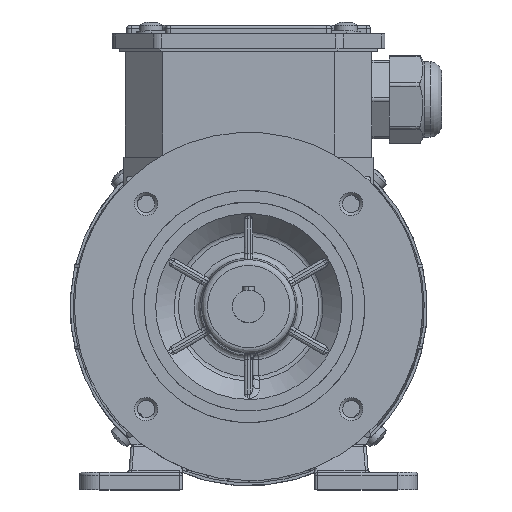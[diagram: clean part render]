
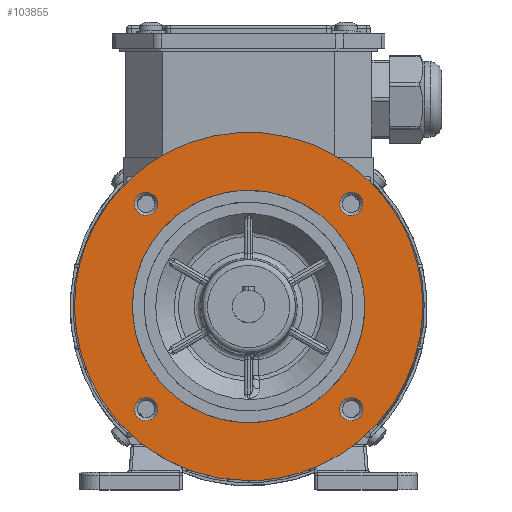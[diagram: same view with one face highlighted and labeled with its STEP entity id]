
A CAD part, top view. The second image highlights one B-rep face of the part: STEP entity #103855.
In plain terms, the highlighted free-form (B-spline) face has degree [1, 1] with [2, 2] control points.
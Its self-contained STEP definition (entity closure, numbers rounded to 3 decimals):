
#6845=CARTESIAN_POINT('V5052',(31.355,
   -35.355,-23.));
#6846=VERTEX_POINT('V5052',#6845);
#6872=CARTESIAN_POINT('E7950',(31.355,
   -35.355,-23.));
#6873=CARTESIAN_POINT('E7950',(31.355,
   -42.284,-23.));
#6874=CARTESIAN_POINT('E7950',(37.355,
   -38.819,-23.));
#6875=CARTESIAN_POINT('E7950',(43.355,
   -35.355,-23.));
#6876=CARTESIAN_POINT('E7950',(37.355,
   -31.891,-23.));
#6877=CARTESIAN_POINT('E7950',(31.355,
   -28.427,-23.));
#6878=CARTESIAN_POINT('E7950',(31.355,
   -35.355,-23.));
#6886=(BOUNDED_CURVE()B_SPLINE_CURVE(2,(#6872,#6873,#6874,#6875,
   #6876,#6877,#6878),.CIRCULAR_ARC.,.T.,.U.)
   B_SPLINE_CURVE_WITH_KNOTS((3,2,2,3),(0.0,0.333,
   0.667,1.0),.UNSPECIFIED.)CURVE()
   GEOMETRIC_REPRESENTATION_ITEM()RATIONAL_B_SPLINE_CURVE((1.0,
   0.5,1.0,0.5,1.0,0.5,1.0)
   )REPRESENTATION_ITEM('E7950'));
#6887=EDGE_CURVE('E7950',#6846,#6846,#6886,.T.);
#8211=CARTESIAN_POINT('V5055',(-35.355,
   -31.355,-23.));
#8212=VERTEX_POINT('V5055',#8211);
#8238=CARTESIAN_POINT('E7954',(-35.355,
   -31.355,-23.));
#8239=CARTESIAN_POINT('E7954',(-42.284,
   -31.355,-23.));
#8240=CARTESIAN_POINT('E7954',(-38.819,
   -37.355,-23.));
#8241=CARTESIAN_POINT('E7954',(-35.355,
   -43.355,-23.));
#8242=CARTESIAN_POINT('E7954',(-31.891,
   -37.355,-23.));
#8243=CARTESIAN_POINT('E7954',(-28.427,
   -31.355,-23.));
#8244=CARTESIAN_POINT('E7954',(-35.355,
   -31.355,-23.));
#8252=(BOUNDED_CURVE()B_SPLINE_CURVE(2,(#8238,#8239,#8240,#8241,
   #8242,#8243,#8244),.CIRCULAR_ARC.,.T.,.U.)
   B_SPLINE_CURVE_WITH_KNOTS((3,2,2,3),(0.0,0.333,
   0.667,1.0),.UNSPECIFIED.)CURVE()
   GEOMETRIC_REPRESENTATION_ITEM()RATIONAL_B_SPLINE_CURVE((1.0,
   0.5,1.0,0.5,1.0,0.5,1.0)
   )REPRESENTATION_ITEM('E7954'));
#8253=EDGE_CURVE('E7954',#8212,#8212,#8252,.T.);
#11033=CARTESIAN_POINT('V5046',(-31.355,
   35.355,-23.));
#11034=VERTEX_POINT('V5046',#11033);
#11060=CARTESIAN_POINT('E7942',(-31.355,
   35.355,-23.));
#11061=CARTESIAN_POINT('E7942',(-31.355,
   42.284,-23.));
#11062=CARTESIAN_POINT('E7942',(-37.355,
   38.819,-23.));
#11063=CARTESIAN_POINT('E7942',(-43.355,
   35.355,-23.));
#11064=CARTESIAN_POINT('E7942',(-37.355,
   31.891,-23.));
#11065=CARTESIAN_POINT('E7942',(-31.355,
   28.427,-23.));
#11066=CARTESIAN_POINT('E7942',(-31.355,
   35.355,-23.));
#11074=(BOUNDED_CURVE()B_SPLINE_CURVE(2,(#11060,#11061,#11062,
   #11063,#11064,#11065,#11066),.CIRCULAR_ARC.,.T.,.U.)
   B_SPLINE_CURVE_WITH_KNOTS((3,2,2,3),(0.0,0.333,
   0.667,1.0),.UNSPECIFIED.)CURVE()
   GEOMETRIC_REPRESENTATION_ITEM()RATIONAL_B_SPLINE_CURVE((1.0,
   0.5,1.0,0.5,1.0,0.5,1.0)
   )REPRESENTATION_ITEM('E7942'));
#11075=EDGE_CURVE('E7942',#11034,#11034,#11074,.T.);
#36526=CARTESIAN_POINT('V5049',(35.355,
   31.355,-23.));
#36527=VERTEX_POINT('V5049',#36526);
#36553=CARTESIAN_POINT('E7946',(35.355,
   31.355,-23.));
#36554=CARTESIAN_POINT('E7946',(42.284,
   31.355,-23.));
#36555=CARTESIAN_POINT('E7946',(38.819,
   37.355,-23.));
#36556=CARTESIAN_POINT('E7946',(35.355,
   43.355,-23.));
#36557=CARTESIAN_POINT('E7946',(31.891,
   37.355,-23.));
#36558=CARTESIAN_POINT('E7946',(28.427,
   31.355,-23.));
#36559=CARTESIAN_POINT('E7946',(35.355,
   31.355,-23.));
#36567=(BOUNDED_CURVE()B_SPLINE_CURVE(2,(#36553,#36554,#36555,
   #36556,#36557,#36558,#36559),.CIRCULAR_ARC.,.T.,.U.)
   B_SPLINE_CURVE_WITH_KNOTS((3,2,2,3),(0.0,0.333,
   0.667,1.0),.UNSPECIFIED.)CURVE()
   GEOMETRIC_REPRESENTATION_ITEM()RATIONAL_B_SPLINE_CURVE((1.0,
   0.5,1.0,0.5,1.0,0.5,1.0)
   )REPRESENTATION_ITEM('E7946'));
#36568=EDGE_CURVE('E7946',#36527,#36527,#36567,.T.);
#103785=CARTESIAN_POINT('V4990',(0.,-60.0,
   -23.));
#103786=VERTEX_POINT('V4990',#103785);
#103787=CARTESIAN_POINT('E7826',(0.,-60.0,
   -23.));
#103788=CARTESIAN_POINT('E7826',(-103.923,-60.0,
   -23.));
#103789=CARTESIAN_POINT('E7826',(-51.962,30.0,
   -23.));
#103790=CARTESIAN_POINT('E7826',(0.,120.0,
   -23.));
#103791=CARTESIAN_POINT('E7826',(51.962,30.0,
   -23.));
#103792=CARTESIAN_POINT('E7826',(103.923,-60.0,
   -23.));
#103793=CARTESIAN_POINT('E7826',(0.,-60.0,
   -23.));
#103801=(BOUNDED_CURVE()B_SPLINE_CURVE(2,(#103787,#103788,#103789,
   #103790,#103791,#103792,#103793),.CIRCULAR_ARC.,.T.,.U.)
   B_SPLINE_CURVE_WITH_KNOTS((3,2,2,3),(0.0,0.333,
   0.667,1.0),.UNSPECIFIED.)CURVE()
   GEOMETRIC_REPRESENTATION_ITEM()RATIONAL_B_SPLINE_CURVE((1.0,
   0.5,1.0,0.5,1.0,0.5,1.0)
   )REPRESENTATION_ITEM('E7826'));
#103802=EDGE_CURVE('E7826',#103786,#103786,#103801,.T.);
#103814=CARTESIAN_POINT('F2957',(-75.663,
   -76.446,-23.));
#103815=CARTESIAN_POINT('F2957',(-75.663,
   76.446,-23.));
#103816=CARTESIAN_POINT('F2957',(75.663,
   -76.446,-23.));
#103817=CARTESIAN_POINT('F2957',(75.663,
   76.446,-23.));
#103818=QUASI_UNIFORM_SURFACE('F2957',1,1,((#103814,#103816),(
   #103815,#103817)),.PLANE_SURF.,.F.,.F.,.U.);
#103819=ORIENTED_EDGE('E7826',*,*,#103802,.F.);
#103820=EDGE_LOOP('F2957',(#103819));
#103821=FACE_OUTER_BOUND('F2957',#103820,.T.);
#103822=CARTESIAN_POINT('V5059',(0.,40.0,
   -23.));
#103823=VERTEX_POINT('V5059',#103822);
#103824=CARTESIAN_POINT('E7957',(0.,40.0,
   -23.));
#103825=CARTESIAN_POINT('E7957',(-69.282,40.0,
   -23.));
#103826=CARTESIAN_POINT('E7957',(-34.641,-20.0,
   -23.));
#103827=CARTESIAN_POINT('E7957',(0.,-80.0,
   -23.));
#103828=CARTESIAN_POINT('E7957',(34.641,-20.0,
   -23.));
#103829=CARTESIAN_POINT('E7957',(69.282,40.0,
   -23.));
#103830=CARTESIAN_POINT('E7957',(0.,40.0,
   -23.));
#103838=(BOUNDED_CURVE()B_SPLINE_CURVE(2,(#103824,#103825,#103826,
   #103827,#103828,#103829,#103830),.CIRCULAR_ARC.,.T.,.U.)
   B_SPLINE_CURVE_WITH_KNOTS((3,2,2,3),(0.0,46.188,
   92.376,138.564),.UNSPECIFIED.)CURVE()
   GEOMETRIC_REPRESENTATION_ITEM()RATIONAL_B_SPLINE_CURVE((1.0,
   0.5,1.0,0.5,1.0,0.5,1.0)
   )REPRESENTATION_ITEM('E7957'));
#103839=EDGE_CURVE('E7957',#103823,#103823,#103838,.T.);
#103840=ORIENTED_EDGE('E7957',*,*,#103839,.F.);
#103841=EDGE_LOOP('F2957',(#103840));
#103842=FACE_BOUND('F2957',#103841,.T.);
#103843=ORIENTED_EDGE('F2952',*,*,#11075,.F.);
#103844=EDGE_LOOP('F2957',(#103843));
#103845=FACE_BOUND('F2957',#103844,.T.);
#103846=ORIENTED_EDGE('F2953',*,*,#36568,.F.);
#103847=EDGE_LOOP('F2957',(#103846));
#103848=FACE_BOUND('F2957',#103847,.T.);
#103849=ORIENTED_EDGE('F2954',*,*,#6887,.F.);
#103850=EDGE_LOOP('F2957',(#103849));
#103851=FACE_BOUND('F2957',#103850,.T.);
#103852=ORIENTED_EDGE('F2955',*,*,#8253,.F.);
#103853=EDGE_LOOP('F2957',(#103852));
#103854=FACE_BOUND('F2957',#103853,.T.);
#103855=ADVANCED_FACE('F2957',(#103821,#103842,#103845,#103848,
   #103851,#103854),#103818,.F.);
